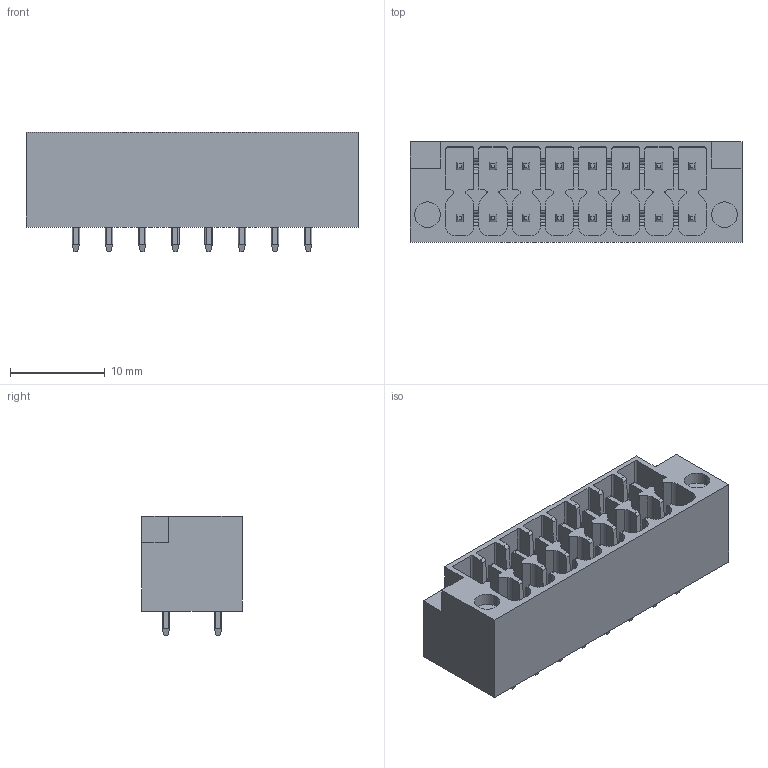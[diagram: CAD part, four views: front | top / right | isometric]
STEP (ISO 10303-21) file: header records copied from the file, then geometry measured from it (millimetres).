
FILE_DESCRIPTION((''),'2;1');
FILE_NAME('TLPHDW-010V','2024-09-18T10:33:14',('tluser'),(''),'CREO PARAMETRIC BY PTC INC, 2018100','CREO PARAMETRIC BY PTC INC, 2018100','');
FILE_SCHEMA(('CONFIG_CONTROL_DESIGN'));
Length unit declared in the file: millimetre
Products named in the file (1): TLPHDW-010V
Bounding box: 35 x 10.6 x 12.6 mm (x, y, z)
Volume: 2538.7 mm3; surface area: 3034.3 mm2
Topology: 1 solids, 1 shells, 707 faces, 2010 edges, 1340 vertices
Faces by surface type: plane 455, cylinder 252
Entity records: 23362 total; most frequent: CARTESIAN_POINT 5033, ORIENTED_EDGE 4020, DIRECTION 3544, EDGE_CURVE 2010, VECTOR 1378, LINE 1378, VERTEX_POINT 1340, AXIS2_PLACEMENT_3D 1083
